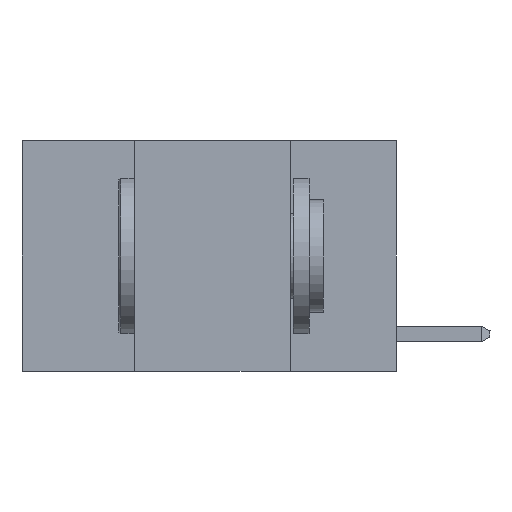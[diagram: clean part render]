
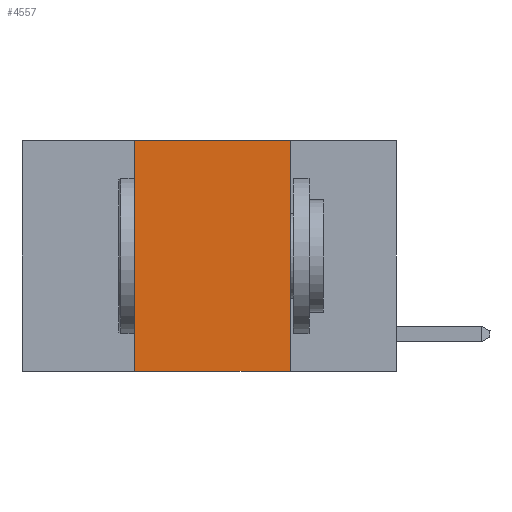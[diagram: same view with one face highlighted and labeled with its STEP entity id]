
A CAD part, left-side view. The second image highlights one B-rep face of the part: STEP entity #4557.
In plain terms, the highlighted planar face has unit normal (-1, 0, 0).
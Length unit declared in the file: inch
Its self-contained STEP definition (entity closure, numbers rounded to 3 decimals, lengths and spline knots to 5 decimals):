
#565 = VECTOR ( 'NONE', #19734, 39.37008 ) ;
#1569 = LINE ( 'NONE', #20614, #22639 ) ;
#2296 = DIRECTION ( 'NONE',  ( 0., 0., 1. ) ) ;
#3210 = DIRECTION ( 'NONE',  ( 1., 0., 0. ) ) ;
#3291 = ORIENTED_EDGE ( 'NONE', *, *, #26143, .F. ) ;
#4557 = ADVANCED_FACE ( 'NONE', ( #12046 ), #9301, .F. ) ;
#4701 = CARTESIAN_POINT ( 'NONE',  ( 0., 0.17, 0. ) ) ;
#6363 = DIRECTION ( 'NONE',  ( 0., -1., 0. ) ) ;
#6685 = CARTESIAN_POINT ( 'NONE',  ( 0., 0.17, -0.37 ) ) ;
#9301 = PLANE ( 'NONE',  #12474 ) ;
#9842 = LINE ( 'NONE', #10571, #15232 ) ;
#10465 = VERTEX_POINT ( 'NONE', #12792 ) ;
#10571 = CARTESIAN_POINT ( 'NONE',  ( 0., 0.42, 0. ) ) ;
#10914 = CARTESIAN_POINT ( 'NONE',  ( 0., 0.42, -0.37 ) ) ;
#10985 = VERTEX_POINT ( 'NONE', #14540 ) ;
#12027 = EDGE_LOOP ( 'NONE', ( #17674, #23014, #3291, #20839 ) ) ;
#12046 = FACE_OUTER_BOUND ( 'NONE', #12027, .T. ) ;
#12474 = AXIS2_PLACEMENT_3D ( 'NONE', #13382, #3210, #17512 ) ;
#12792 = CARTESIAN_POINT ( 'NONE',  ( 0., 0.17, 0. ) ) ;
#13300 = VERTEX_POINT ( 'NONE', #10914 ) ;
#13382 = CARTESIAN_POINT ( 'NONE',  ( 0., 0.6, 0. ) ) ;
#13854 = VERTEX_POINT ( 'NONE', #6685 ) ;
#14540 = CARTESIAN_POINT ( 'NONE',  ( 0., 0.42, 0. ) ) ;
#15034 = VECTOR ( 'NONE', #23012, 39.37008 ) ;
#15232 = VECTOR ( 'NONE', #2296, 39.37008 ) ;
#17512 = DIRECTION ( 'NONE',  ( 0., 0., -1. ) ) ;
#17674 = ORIENTED_EDGE ( 'NONE', *, *, #20254, .F. ) ;
#17689 = CARTESIAN_POINT ( 'NONE',  ( 0., 0.6, 0. ) ) ;
#19734 = DIRECTION ( 'NONE',  ( 0., -1., 0. ) ) ;
#20254 = EDGE_CURVE ( 'NONE', #10465, #13854, #21091, .T. ) ;
#20614 = CARTESIAN_POINT ( 'NONE',  ( 0., 0.6, -0.37 ) ) ;
#20839 = ORIENTED_EDGE ( 'NONE', *, *, #24283, .T. ) ;
#21091 = LINE ( 'NONE', #4701, #15034 ) ;
#22329 = LINE ( 'NONE', #17689, #565 ) ;
#22639 = VECTOR ( 'NONE', #6363, 39.37008 ) ;
#23012 = DIRECTION ( 'NONE',  ( 0., 0., -1. ) ) ;
#23014 = ORIENTED_EDGE ( 'NONE', *, *, #24558, .F. ) ;
#24283 = EDGE_CURVE ( 'NONE', #13300, #13854, #1569, .T. ) ;
#24558 = EDGE_CURVE ( 'NONE', #10985, #10465, #22329, .T. ) ;
#26143 = EDGE_CURVE ( 'NONE', #13300, #10985, #9842, .T. ) ;
